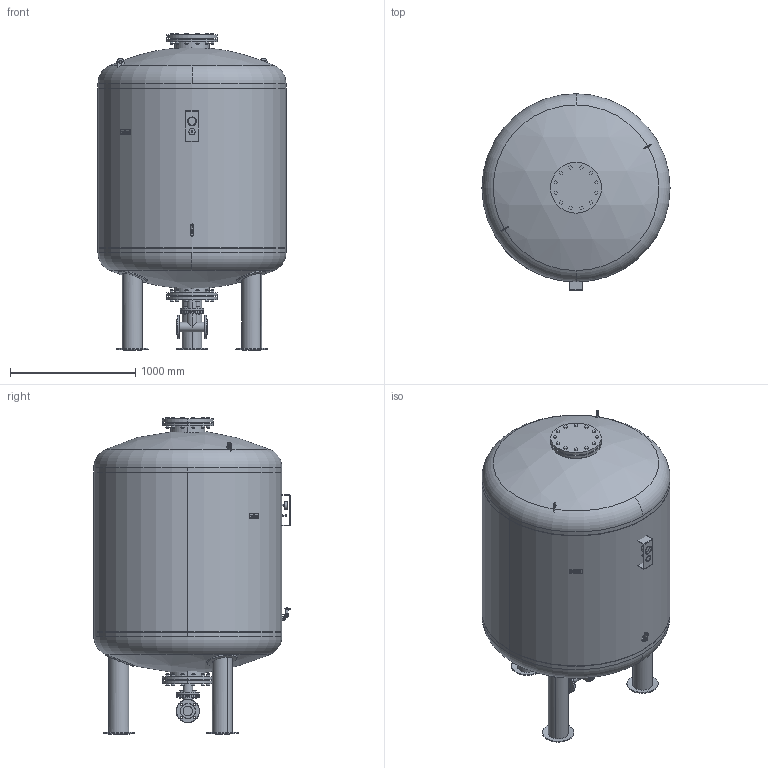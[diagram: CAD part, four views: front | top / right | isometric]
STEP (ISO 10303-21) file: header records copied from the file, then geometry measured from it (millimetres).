
FILE_DESCRIPTION((''),'2;1');
FILE_NAME('3d_DT53000_10bar-7320705.stp','2009-12-29T14:06:20',(''),(''),'Mechanical Desktop 2008','Mechanical Desktop 2008',', , ');
FILE_SCHEMA(('CONFIG_CONTROL_DESIGN'));
Length unit declared in the file: millimetre
Products named in the file (1): Product
Bounding box: 1500 x 1566 x 2526.45 mm (x, y, z)
Volume: 3114161905.2 mm3; surface area: 21007629.2 mm2
Topology: 28 solids, 28 shells, 982 faces, 2436 edges, 1593 vertices
Faces by surface type: plane 550, cylinder 222, cone 107, bspline 85, torus 12, sphere 6
Entity records: 31169 total; most frequent: CARTESIAN_POINT 7347, DIRECTION 4913, ORIENTED_EDGE 4856, EDGE_CURVE 2428, AXIS2_PLACEMENT_3D 1687, VERTEX_POINT 1593, VECTOR 1539, LINE 1539
